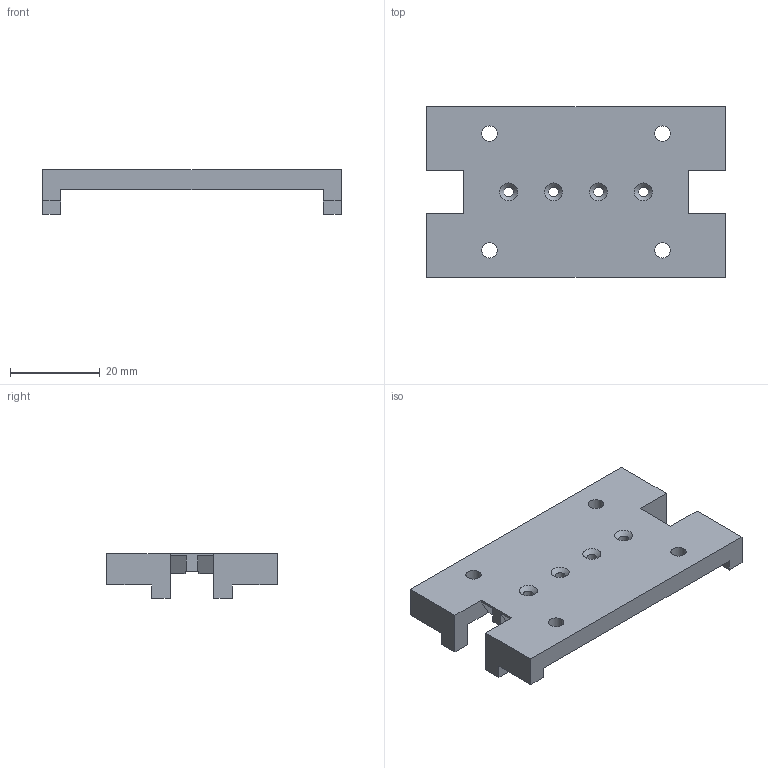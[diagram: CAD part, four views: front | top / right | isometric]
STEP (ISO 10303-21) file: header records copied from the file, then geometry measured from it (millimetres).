
FILE_DESCRIPTION(/* description */ ('STEP AP242','CAx-IF Rec.Pracs.---Representation and Presentation of Product Manufacturing Information (PMI)---4.0---2014-10-13','CAx-IF Rec.Pracs.---3D Tessellated Geometry---0.4---2014-09-14','2;1'),/* implementation_level */ '2;1');
FILE_NAME(/* name */ '633f0a67ac1708241ff6ce41',/* time_stamp */ '2022-10-06T17:03:36+00:00',/* author */ (''),/* organization */ (''),/* preprocessor_version */ 'ST-DEVELOPER v18.102',/* originating_system */ ' ',/* authorisation */ ' ');
FILE_SCHEMA (('AP242_MANAGED_MODEL_BASED_3D_ENGINEERING_MIM_LF { 1 0 10303 442 1 1 4 }'));
Length unit declared in the file: metre
Products named in the file (1): Rail Mount
Bounding box: 66.5 x 38 x 10 mm (x, y, z)
Volume: 10957.2 mm3; surface area: 6594.8 mm2
Topology: 1 solids, 1 shells, 58 faces, 164 edges, 108 vertices
Faces by surface type: plane 42, cone 8, cylinder 8
Full cylindrical faces by diameter (mm): 2.2 x4, 3.4 x4
Entity records: 1798 total; most frequent: CARTESIAN_POINT 307, ORIENTED_EDGE 288, DIRECTION 286, EDGE_CURVE 144, LINE 120, VECTOR 120, VERTEX_POINT 104, EDGE_LOOP 90
